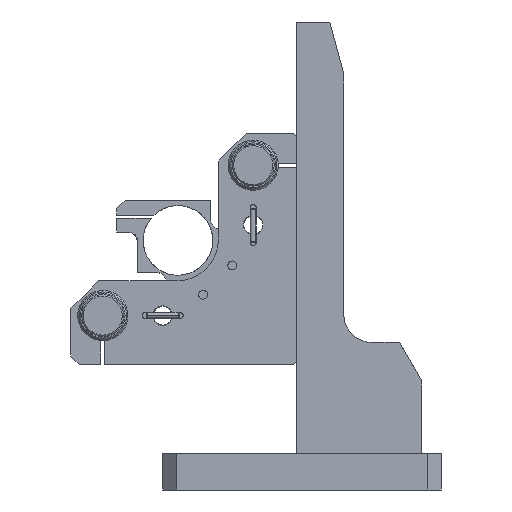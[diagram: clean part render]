
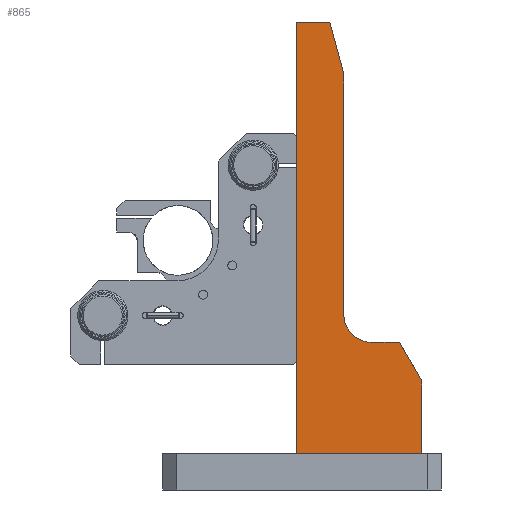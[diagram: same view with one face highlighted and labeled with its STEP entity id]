
A CAD part, front view. The second image highlights one B-rep face of the part: STEP entity #865.
In plain terms, the highlighted planar face has unit normal (0, -1, 0).
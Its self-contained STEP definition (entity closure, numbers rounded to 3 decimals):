
#283=B_SPLINE_CURVE_WITH_KNOTS('',1,(#14353,#14354),.UNSPECIFIED.,.F.,.F.,
(2,2),(-26.144,0.),.UNSPECIFIED.);
#289=B_SPLINE_CURVE_WITH_KNOTS('',1,(#14368,#14369),.UNSPECIFIED.,.F.,.F.,
(2,2),(-16.,0.),.UNSPECIFIED.);
#295=B_SPLINE_CURVE_WITH_KNOTS('',1,(#14383,#14384),.UNSPECIFIED.,.F.,.F.,
(2,2),(-19.319,0.),.UNSPECIFIED.);
#298=B_SPLINE_CURVE_WITH_KNOTS('',1,(#14389,#14390),.UNSPECIFIED.,.F.,.F.,
(2,2),(-10.,0.),.UNSPECIFIED.);
#312=B_SPLINE_CURVE_WITH_KNOTS('',1,(#14442,#14443),.UNSPECIFIED.,.F.,.F.,
(2,2),(-155.,0.),.UNSPECIFIED.);
#327=B_SPLINE_CURVE_WITH_KNOTS('',1,(#14481,#14482),.UNSPECIFIED.,.F.,.F.,
(2,2),(0.,86.34),.UNSPECIFIED.);
#328=B_SPLINE_CURVE_WITH_KNOTS('',1,(#14483,#14484),.UNSPECIFIED.,.F.,.F.,
(2,2),(0.,12.),.UNSPECIFIED.);
#329=B_SPLINE_CURVE_WITH_KNOTS('',1,(#14485,#14486),.UNSPECIFIED.,.F.,.F.,
(2,2),(0.,45.),.UNSPECIFIED.);
#865=ADVANCED_FACE('',(#1288),#7080,.T.);
#1288=FACE_OUTER_BOUND('',#1756,.T.);
#1756=EDGE_LOOP('',(#3612,#3613,#3614,#3615,#3616,#3617,#3618,#3619,#3620));
#3612=ORIENTED_EDGE('',*,*,#4940,.F.);
#3613=ORIENTED_EDGE('',*,*,#4975,.T.);
#3614=ORIENTED_EDGE('',*,*,#4933,.F.);
#3615=ORIENTED_EDGE('',*,*,#4976,.T.);
#3616=ORIENTED_EDGE('',*,*,#4957,.F.);
#3617=ORIENTED_EDGE('',*,*,#4977,.T.);
#3618=ORIENTED_EDGE('',*,*,#4919,.F.);
#3619=ORIENTED_EDGE('',*,*,#4926,.F.);
#3620=ORIENTED_EDGE('',*,*,#4936,.F.);
#4919=EDGE_CURVE('',#6499,#6500,#283,.T.);
#4926=EDGE_CURVE('',#6503,#6499,#289,.T.);
#4933=EDGE_CURVE('',#6505,#6506,#295,.T.);
#4936=EDGE_CURVE('',#6507,#6503,#298,.T.);
#4940=EDGE_CURVE('',#6509,#6507,#5767,.T.);
#4957=EDGE_CURVE('',#6519,#6520,#312,.T.);
#4975=EDGE_CURVE('',#6509,#6506,#327,.T.);
#4976=EDGE_CURVE('',#6505,#6520,#328,.T.);
#4977=EDGE_CURVE('',#6519,#6500,#329,.T.);
#5767=(
BOUNDED_CURVE()
B_SPLINE_CURVE(2,(#14397,#14398,#14399),.UNSPECIFIED.,.F.,.F.)
B_SPLINE_CURVE_WITH_KNOTS((3,3),(-15.708,0.),.UNSPECIFIED.)
CURVE()
GEOMETRIC_REPRESENTATION_ITEM()
RATIONAL_B_SPLINE_CURVE((1.,0.707,1.))
REPRESENTATION_ITEM('')
);
#6499=VERTEX_POINT('',#14153);
#6500=VERTEX_POINT('',#14154);
#6503=VERTEX_POINT('',#14157);
#6505=VERTEX_POINT('',#14159);
#6506=VERTEX_POINT('',#14160);
#6507=VERTEX_POINT('',#14161);
#6509=VERTEX_POINT('',#14163);
#6519=VERTEX_POINT('',#14173);
#6520=VERTEX_POINT('',#14174);
#7080=PLANE('',#7279);
#7279=AXIS2_PLACEMENT_3D('',#14096,#7461,$);
#7461=DIRECTION('',(0.,-1.,0.));
#14096=CARTESIAN_POINT('',(8.901,18.116,184.511));
#14153=CARTESIAN_POINT('',(58.521,18.116,40.034));
#14154=CARTESIAN_POINT('',(58.521,18.116,13.891));
#14157=CARTESIAN_POINT('',(50.521,18.116,53.891));
#14159=CARTESIAN_POINT('',(25.521,18.116,168.891));
#14160=CARTESIAN_POINT('',(30.521,18.116,150.23));
#14161=CARTESIAN_POINT('',(40.521,18.116,53.891));
#14163=CARTESIAN_POINT('',(30.521,18.116,63.891));
#14173=CARTESIAN_POINT('',(13.521,18.116,13.891));
#14174=CARTESIAN_POINT('',(13.521,18.116,168.891));
#14353=CARTESIAN_POINT('',(58.521,18.116,40.034));
#14354=CARTESIAN_POINT('',(58.521,18.116,13.891));
#14368=CARTESIAN_POINT('',(50.521,18.116,53.891));
#14369=CARTESIAN_POINT('',(58.521,18.116,40.034));
#14383=CARTESIAN_POINT('',(25.521,18.116,168.891));
#14384=CARTESIAN_POINT('',(30.521,18.116,150.23));
#14389=CARTESIAN_POINT('',(40.521,18.116,53.891));
#14390=CARTESIAN_POINT('',(50.521,18.116,53.891));
#14397=CARTESIAN_POINT('',(30.521,18.116,63.891));
#14398=CARTESIAN_POINT('',(30.521,18.116,53.891));
#14399=CARTESIAN_POINT('',(40.521,18.116,53.891));
#14442=CARTESIAN_POINT('',(13.521,18.116,13.891));
#14443=CARTESIAN_POINT('',(13.521,18.116,168.891));
#14481=CARTESIAN_POINT('',(30.521,18.116,63.891));
#14482=CARTESIAN_POINT('',(30.521,18.116,150.23));
#14483=CARTESIAN_POINT('',(25.521,18.116,168.891));
#14484=CARTESIAN_POINT('',(13.521,18.116,168.891));
#14485=CARTESIAN_POINT('',(13.521,18.116,13.891));
#14486=CARTESIAN_POINT('',(58.521,18.116,13.891));
